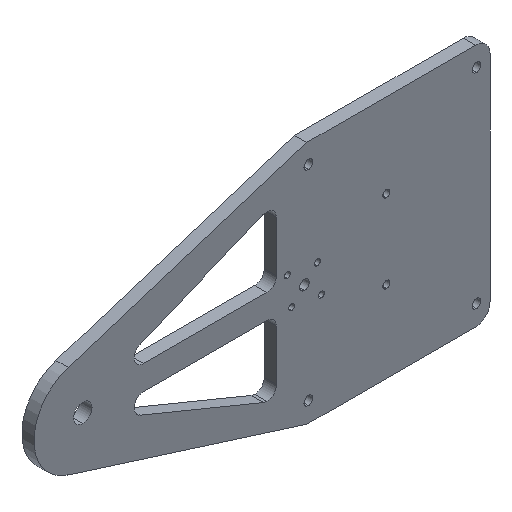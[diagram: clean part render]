
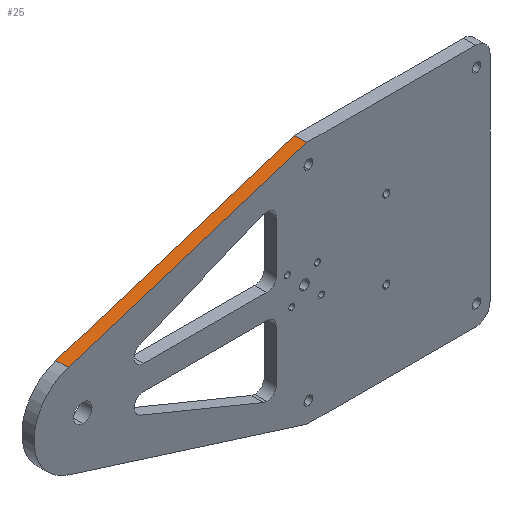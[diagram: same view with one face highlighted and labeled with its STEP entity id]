
A CAD part, isometric view. The second image highlights one B-rep face of the part: STEP entity #25.
In plain terms, the highlighted planar face has unit normal (-0.301, 0, 0.954).
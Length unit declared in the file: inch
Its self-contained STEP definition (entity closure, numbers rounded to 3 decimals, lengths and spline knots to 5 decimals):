
#25 = ADVANCED_FACE ( 'NONE', ( #1156 ), #924, .T. ) ;
#53 = CARTESIAN_POINT ( 'NONE',  ( -6.76835, 0., 0.95351 ) ) ;
#90 = EDGE_CURVE ( 'NONE', #1539, #194, #375, .T. ) ;
#96 = LINE ( 'NONE', #209, #1498 ) ;
#194 = VERTEX_POINT ( 'NONE', #1224 ) ;
#209 = CARTESIAN_POINT ( 'NONE',  ( -1.875, 0., 2.5 ) ) ;
#310 = CARTESIAN_POINT ( 'NONE',  ( -6.76835, 0.25, 0.95351 ) ) ;
#356 = VECTOR ( 'NONE', #1237, 39.37008 ) ;
#359 = DIRECTION ( 'NONE',  ( -0.301, 0., 0.954 ) ) ;
#360 = AXIS2_PLACEMENT_3D ( 'NONE', #522, #359, #1041 ) ;
#375 = LINE ( 'NONE', #484, #1250 ) ;
#484 = CARTESIAN_POINT ( 'NONE',  ( -1.875, 0.25, 2.5 ) ) ;
#522 = CARTESIAN_POINT ( 'NONE',  ( -1.875, 0., 2.5 ) ) ;
#628 = EDGE_CURVE ( 'NONE', #1505, #1611, #1090, .T. ) ;
#698 = CARTESIAN_POINT ( 'NONE',  ( -6.76835, 0., 0.95351 ) ) ;
#748 = VECTOR ( 'NONE', #933, 39.37008 ) ;
#817 = ORIENTED_EDGE ( 'NONE', *, *, #1459, .F. ) ;
#924 = PLANE ( 'NONE',  #360 ) ;
#933 = DIRECTION ( 'NONE',  ( 0., 1., 0. ) ) ;
#1022 = DIRECTION ( 'NONE',  ( 0., -1., 0. ) ) ;
#1027 = ORIENTED_EDGE ( 'NONE', *, *, #1334, .T. ) ;
#1041 = DIRECTION ( 'NONE',  ( 0.954, 0., 0.301 ) ) ;
#1050 = LINE ( 'NONE', #1070, #356 ) ;
#1070 = CARTESIAN_POINT ( 'NONE',  ( -1.875, 0.25, 2.5 ) ) ;
#1090 = LINE ( 'NONE', #698, #748 ) ;
#1156 = FACE_OUTER_BOUND ( 'NONE', #1350, .T. ) ;
#1224 = CARTESIAN_POINT ( 'NONE',  ( -1.875, 0., 2.5 ) ) ;
#1237 = DIRECTION ( 'NONE',  ( 0.954, 0., 0.301 ) ) ;
#1250 = VECTOR ( 'NONE', #1022, 39.37008 ) ;
#1334 = EDGE_CURVE ( 'NONE', #1505, #194, #96, .T. ) ;
#1350 = EDGE_LOOP ( 'NONE', ( #817, #1661, #1027, #1432 ) ) ;
#1359 = CARTESIAN_POINT ( 'NONE',  ( -1.875, 0.25, 2.5 ) ) ;
#1415 = DIRECTION ( 'NONE',  ( 0.954, 0., 0.301 ) ) ;
#1432 = ORIENTED_EDGE ( 'NONE', *, *, #90, .F. ) ;
#1459 = EDGE_CURVE ( 'NONE', #1611, #1539, #1050, .T. ) ;
#1498 = VECTOR ( 'NONE', #1415, 39.37008 ) ;
#1505 = VERTEX_POINT ( 'NONE', #53 ) ;
#1539 = VERTEX_POINT ( 'NONE', #1359 ) ;
#1611 = VERTEX_POINT ( 'NONE', #310 ) ;
#1661 = ORIENTED_EDGE ( 'NONE', *, *, #628, .F. ) ;
